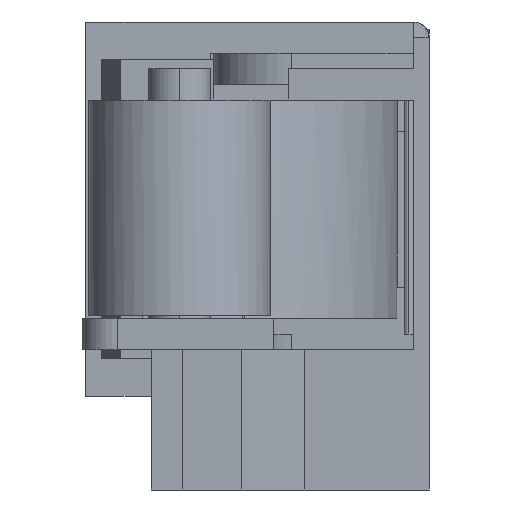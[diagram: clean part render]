
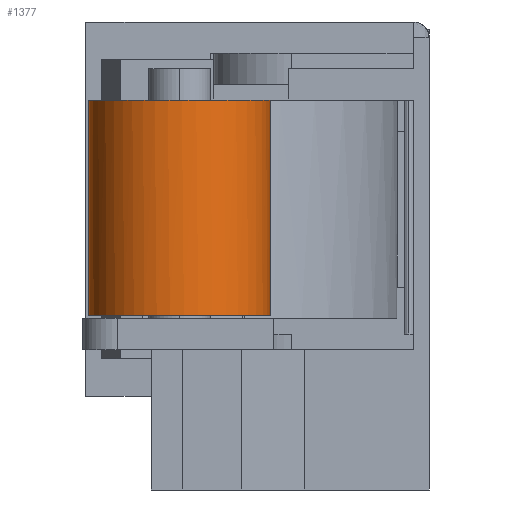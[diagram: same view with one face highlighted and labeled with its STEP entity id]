
A CAD part, left-side view. The second image highlights one B-rep face of the part: STEP entity #1377.
In plain terms, the highlighted free-form (B-spline) face has degree [2, 1] with [7, 2] control points.
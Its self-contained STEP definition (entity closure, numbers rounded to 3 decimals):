
#1092 = EDGE_CURVE('',#1093,#1095,#1097,.T.);
#1093 = VERTEX_POINT('',#1094);
#1094 = CARTESIAN_POINT('',(2090.645,2861.279,
    -600.302));
#1095 = VERTEX_POINT('',#1096);
#1096 = CARTESIAN_POINT('',(2175.521,2682.011,
    -600.302));
#1097 = ( BOUNDED_CURVE() B_SPLINE_CURVE(2,(#1098,#1099,#1100,#1101,
#1102,#1103,#1104),.UNSPECIFIED.,.F.,.F.) B_SPLINE_CURVE_WITH_KNOTS((3,2
    ,2,3),(0.,2.018,4.037,6.055),
.PIECEWISE_BEZIER_KNOTS.) CURVE() GEOMETRIC_REPRESENTATION_ITEM() 
RATIONAL_B_SPLINE_CURVE((1.,0.533,1.,0.533,1.,
0.533,1.)) REPRESENTATION_ITEM('') );
#1098 = CARTESIAN_POINT('',(2090.645,2861.279,
    -600.302));
#1099 = CARTESIAN_POINT('',(1359.453,4037.305,
    -600.302));
#1100 = CARTESIAN_POINT('',(615.69,2869.189,
    -600.302));
#1101 = CARTESIAN_POINT('',(-128.074,1701.074,
    -600.302));
#1102 = CARTESIAN_POINT('',(1246.865,1536.083,
    -600.302));
#1103 = CARTESIAN_POINT('',(2621.803,1371.092,
    -600.302));
#1104 = CARTESIAN_POINT('',(2175.521,2682.011,
    -600.302));
#1248 = VERTEX_POINT('',#1249);
#1249 = CARTESIAN_POINT('',(2175.521,2682.011,
    -2671.342));
#1266 = VERTEX_POINT('',#1267);
#1267 = CARTESIAN_POINT('',(2090.645,2861.279,
    -2671.342));
#1273 = EDGE_CURVE('',#1248,#1266,#1274,.T.);
#1274 = ( BOUNDED_CURVE() B_SPLINE_CURVE(2,(#1275,#1276,#1277,#1278,
#1279,#1280,#1281),.UNSPECIFIED.,.F.,.F.) B_SPLINE_CURVE_WITH_KNOTS((3,2
    ,2,3),(0.,2.018,4.037,6.055),
.PIECEWISE_BEZIER_KNOTS.) CURVE() GEOMETRIC_REPRESENTATION_ITEM() 
RATIONAL_B_SPLINE_CURVE((1.,0.533,1.,0.533,1.,
0.533,1.)) REPRESENTATION_ITEM('') );
#1275 = CARTESIAN_POINT('',(2175.521,2682.011,
    -2671.342));
#1276 = CARTESIAN_POINT('',(2621.803,1371.092,
    -2671.342));
#1277 = CARTESIAN_POINT('',(1246.865,1536.083,
    -2671.342));
#1278 = CARTESIAN_POINT('',(-128.074,1701.074,
    -2671.342));
#1279 = CARTESIAN_POINT('',(615.69,2869.189,
    -2671.342));
#1280 = CARTESIAN_POINT('',(1359.453,4037.305,
    -2671.342));
#1281 = CARTESIAN_POINT('',(2090.645,2861.279,
    -2671.342));
#1351 = EDGE_CURVE('',#1248,#1095,#1352,.T.);
#1352 = B_SPLINE_CURVE_WITH_KNOTS('',1,(#1353,#1354),.UNSPECIFIED.,.F.,
  .F.,(2,2),(0.,1752.6),.PIECEWISE_BEZIER_KNOTS.);
#1353 = CARTESIAN_POINT('',(2175.521,2682.011,
    -2671.342));
#1354 = CARTESIAN_POINT('',(2175.521,2682.011,
    -600.302));
#1377 = ADVANCED_FACE('',(#1378),#1388,.T.);
#1378 = FACE_BOUND('',#1379,.T.);
#1379 = EDGE_LOOP('',(#1380,#1381,#1382,#1383));
#1380 = ORIENTED_EDGE('',*,*,#1273,.F.);
#1381 = ORIENTED_EDGE('',*,*,#1351,.T.);
#1382 = ORIENTED_EDGE('',*,*,#1092,.F.);
#1383 = ORIENTED_EDGE('',*,*,#1384,.F.);
#1384 = EDGE_CURVE('',#1266,#1093,#1385,.T.);
#1385 = B_SPLINE_CURVE_WITH_KNOTS('',1,(#1386,#1387),.UNSPECIFIED.,.F.,
  .F.,(2,2),(0.,1752.6),.PIECEWISE_BEZIER_KNOTS.);
#1386 = CARTESIAN_POINT('',(2090.645,2861.279,
    -2671.342));
#1387 = CARTESIAN_POINT('',(2090.645,2861.279,
    -600.302));
#1388 = ( BOUNDED_SURFACE() B_SPLINE_SURFACE(2,1,(
    (#1389,#1390)
    ,(#1391,#1392)
    ,(#1393,#1394)
    ,(#1395,#1396)
    ,(#1397,#1398)
    ,(#1399,#1400)
    ,(#1401,#1402
)),.UNSPECIFIED.,.F.,.F.,.F.) B_SPLINE_SURFACE_WITH_KNOTS((3,2,2,3),(2,2
    ),(0.556,2.575,4.593,6.611),(0.,
1752.6),.PIECEWISE_BEZIER_KNOTS.) GEOMETRIC_REPRESENTATION_ITEM() 
RATIONAL_B_SPLINE_SURFACE((
    (1.,1.)
    ,(0.533,0.533)
    ,(1.,1.)
    ,(0.533,0.533)
    ,(1.,1.)
    ,(0.533,0.533)
,(1.,1.))) REPRESENTATION_ITEM('') SURFACE() );
#1389 = CARTESIAN_POINT('',(2090.645,2861.279,
    -2671.342));
#1390 = CARTESIAN_POINT('',(2090.645,2861.279,
    -600.302));
#1391 = CARTESIAN_POINT('',(1359.453,4037.305,
    -2671.342));
#1392 = CARTESIAN_POINT('',(1359.453,4037.305,
    -600.302));
#1393 = CARTESIAN_POINT('',(615.69,2869.189,
    -2671.342));
#1394 = CARTESIAN_POINT('',(615.69,2869.189,
    -600.302));
#1395 = CARTESIAN_POINT('',(-128.074,1701.074,
    -2671.342));
#1396 = CARTESIAN_POINT('',(-128.074,1701.074,
    -600.302));
#1397 = CARTESIAN_POINT('',(1246.865,1536.083,
    -2671.342));
#1398 = CARTESIAN_POINT('',(1246.865,1536.083,
    -600.302));
#1399 = CARTESIAN_POINT('',(2621.803,1371.092,
    -2671.342));
#1400 = CARTESIAN_POINT('',(2621.803,1371.092,
    -600.302));
#1401 = CARTESIAN_POINT('',(2175.521,2682.011,
    -2671.342));
#1402 = CARTESIAN_POINT('',(2175.521,2682.011,
    -600.302));
